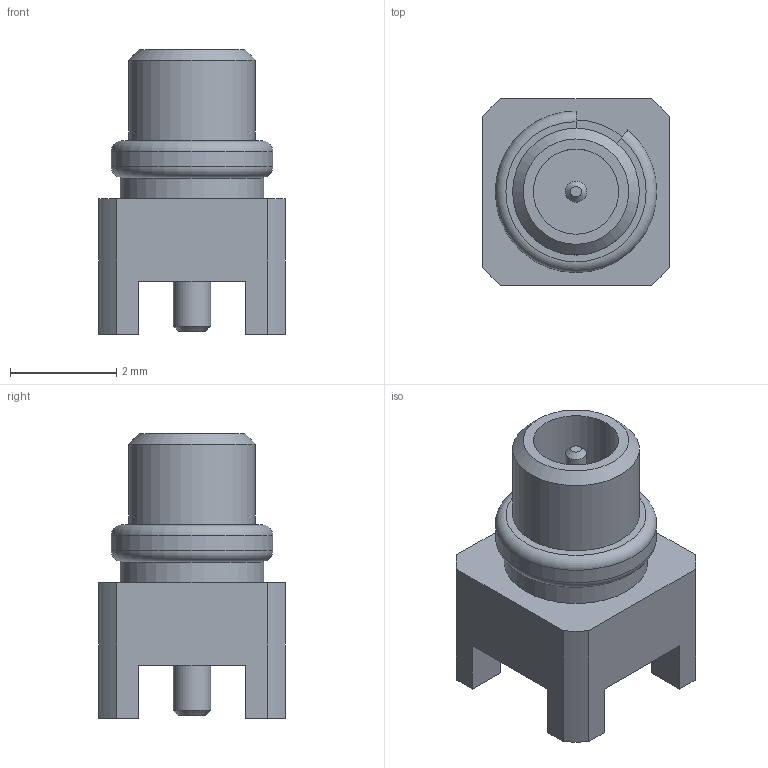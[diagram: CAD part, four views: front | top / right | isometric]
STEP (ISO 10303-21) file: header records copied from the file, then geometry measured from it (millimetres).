
FILE_DESCRIPTION(/* description */ (''),/* implementation_level */ '2;1');
FILE_NAME(/* name */ 'MMCX_Samtec_MMCX-P-P-H-ST-SM1_Male v2.step',/* time_stamp */ '2024-01-28T20:09:28+09:00',/* author */ (''),/* organization */ (''),/* preprocessor_version */ 'ST-DEVELOPER v20',/* originating_system */ 'Autodesk Translation Framework v12.14.0.127',/* authorisation */ '');
FILE_SCHEMA (('AUTOMOTIVE_DESIGN { 1 0 10303 214 3 1 1 }'));
Length unit declared in the file: millimetre
Products named in the file (2): MMCX_Samtec_MMCX-P-P-H-ST-SM1_Male; MMCX-P-P-H-ST-SM1_body
Assembly tree (1 placements, depth 2):
  MMCX_Samtec_MMCX-P-P-H-ST-SM1_Male
    MMCX-P-P-H-ST-SM1_body
Bounding box: 3.5 x 3.5 x 5.35 mm (x, y, z)
Volume: 32.4 mm3; surface area: 97.3 mm2
Topology: 1 solids, 1 shells, 47 faces, 112 edges, 74 vertices
Faces by surface type: plane 29, cylinder 12, cone 4, torus 2
Full cylindrical faces by diameter (mm): 0.4 x1, 0.7 x1, 1.6 x1, 2 x1, 2.3 x1, 2.38 x1, 2.7 x1
Entity records: 1430 total; most frequent: DIRECTION 252, CARTESIAN_POINT 236, ORIENTED_EDGE 224, EDGE_CURVE 112, AXIS2_PLACEMENT_3D 90, VERTEX_POINT 74, LINE 72, VECTOR 72
